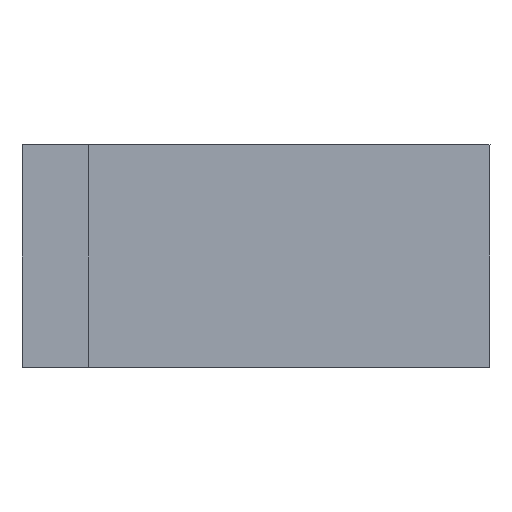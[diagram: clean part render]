
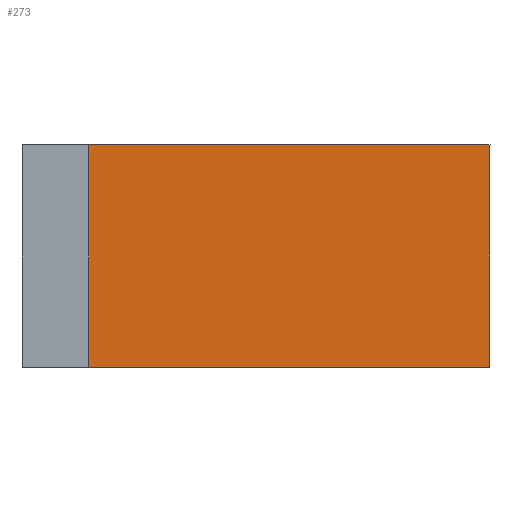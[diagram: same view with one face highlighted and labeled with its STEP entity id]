
A CAD part, left-side view. The second image highlights one B-rep face of the part: STEP entity #273.
In plain terms, the highlighted planar face has unit normal (-1, 0, 0).
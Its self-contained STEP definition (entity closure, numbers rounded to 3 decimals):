
#30=PLANE('',#309);
#43=FACE_OUTER_BOUND('',#60,.T.);
#60=EDGE_LOOP('',(#238,#239,#240,#241));
#74=LINE('',#738,#104);
#90=LINE('',#769,#120);
#91=LINE('',#772,#121);
#92=LINE('',#773,#122);
#104=VECTOR('',#329,10.);
#120=VECTOR('',#359,10.);
#121=VECTOR('',#362,10.);
#122=VECTOR('',#363,10.);
#141=VERTEX_POINT('',#735);
#142=VERTEX_POINT('',#737);
#150=VERTEX_POINT('',#767);
#151=VERTEX_POINT('',#771);
#167=EDGE_CURVE('',#141,#142,#74,.T.);
#183=EDGE_CURVE('',#141,#150,#90,.T.);
#184=EDGE_CURVE('',#151,#150,#91,.T.);
#185=EDGE_CURVE('',#142,#151,#92,.T.);
#238=ORIENTED_EDGE('',*,*,#183,.T.);
#239=ORIENTED_EDGE('',*,*,#184,.F.);
#240=ORIENTED_EDGE('',*,*,#185,.F.);
#241=ORIENTED_EDGE('',*,*,#167,.F.);
#273=ADVANCED_FACE('',(#43),#30,.T.);
#309=AXIS2_PLACEMENT_3D('',#770,#360,#361);
#329=DIRECTION('',(0.,-1.,0.));
#359=DIRECTION('',(0.,0.,-1.));
#360=DIRECTION('center_axis',(-1.,0.,0.));
#361=DIRECTION('ref_axis',(0.,1.,0.));
#362=DIRECTION('',(0.,1.,0.));
#363=DIRECTION('',(0.,0.,-1.));
#735=CARTESIAN_POINT('',(-418.817,180.17,-194.31));
#737=CARTESIAN_POINT('',(-418.817,162.17,-194.31));
#738=CARTESIAN_POINT('',(-418.817,162.17,-194.31));
#767=CARTESIAN_POINT('',(-418.817,180.17,-204.31));
#769=CARTESIAN_POINT('',(-418.817,180.17,-199.31));
#770=CARTESIAN_POINT('Origin',(-418.817,162.17,-199.31));
#771=CARTESIAN_POINT('',(-418.817,162.17,-204.31));
#772=CARTESIAN_POINT('',(-418.817,162.17,-204.31));
#773=CARTESIAN_POINT('',(-418.817,162.17,-199.31));
